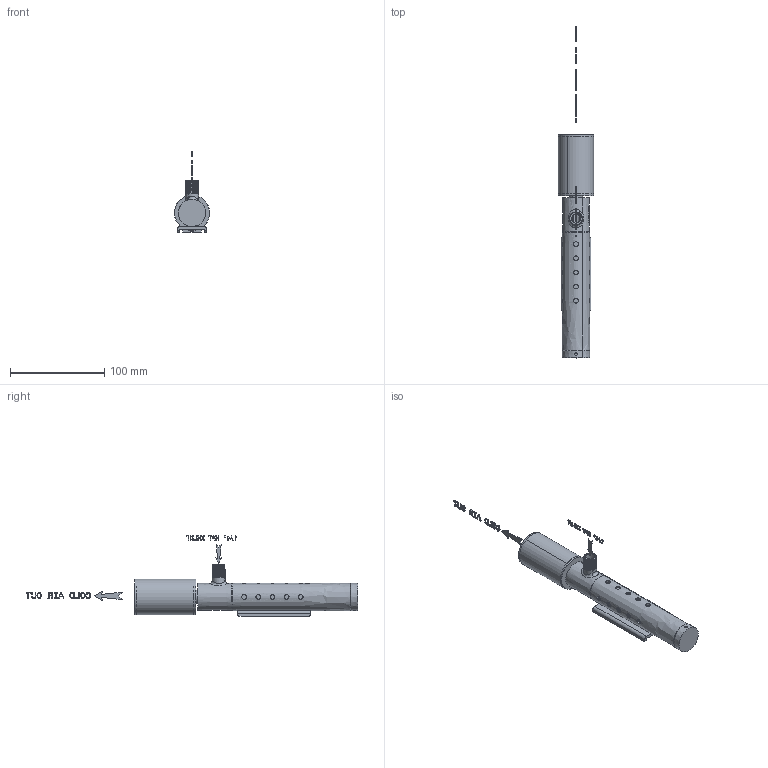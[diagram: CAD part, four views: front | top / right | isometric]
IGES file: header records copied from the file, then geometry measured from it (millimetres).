
Start section: START RECORD GO HERE.
Global section: file name: MTC Only.igs; native system: DASSAULT SYSTEMES CATIA V5 R20 - www.3ds.com; preprocessor: CATIA Version 5 Release 20 ; author: Chirag Shah; organization: INTRITECH; date: 20190719.164742; units: millimetre
Bounding box: 37.49 x 351.69 x 85.22 mm (x, y, z)
Volume: 180293.9 mm3; surface area: 44620.9 mm2
Topology: 28 solids, 28 shells, 1005 faces, 2605 edges, 1703 vertices
Faces by surface type: plane 756, revolution 171, bspline 78
